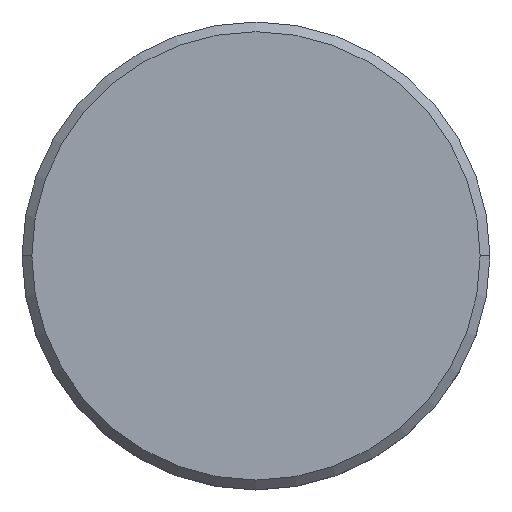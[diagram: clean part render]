
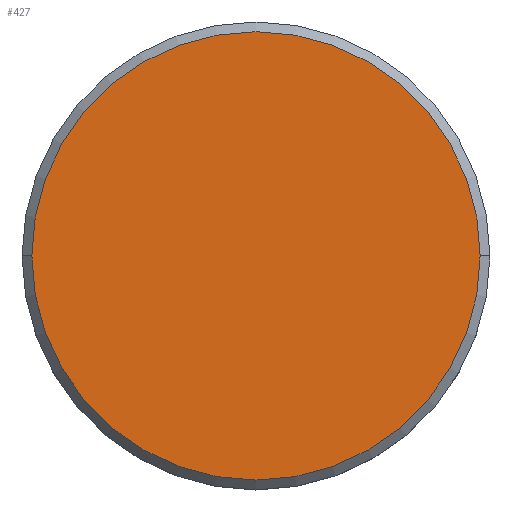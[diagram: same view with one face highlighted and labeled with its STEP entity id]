
A CAD part, top view. The second image highlights one B-rep face of the part: STEP entity #427.
In plain terms, the highlighted planar face has unit normal (0, 0, 1).
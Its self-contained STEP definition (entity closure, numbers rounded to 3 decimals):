
#5 = ORIENTED_EDGE ( 'NONE', *, *, #958, .T. ) ;
#156 = CARTESIAN_POINT ( 'NONE',  ( 0., 0., 0. ) ) ;
#164 = DIRECTION ( 'NONE',  ( 1., 0., 0. ) ) ;
#216 = EDGE_LOOP ( 'NONE', ( #5, #316 ) ) ;
#226 = EDGE_CURVE ( 'NONE', #493, #870, #806, .T. ) ;
#234 = DIRECTION ( 'NONE',  ( 1., 0., 0. ) ) ;
#257 = PLANE ( 'NONE',  #939 ) ;
#316 = ORIENTED_EDGE ( 'NONE', *, *, #226, .T. ) ;
#328 = AXIS2_PLACEMENT_3D ( 'NONE', #156, #619, #1166 ) ;
#427 = ADVANCED_FACE ( 'NONE', ( #529 ), #257, .T. ) ;
#476 = CIRCLE ( 'NONE', #328, 11.5 ) ;
#493 = VERTEX_POINT ( 'NONE', #1111 ) ;
#529 = FACE_OUTER_BOUND ( 'NONE', #216, .T. ) ;
#588 = CARTESIAN_POINT ( 'NONE',  ( 0., 0., 0. ) ) ;
#619 = DIRECTION ( 'NONE',  ( 0., 0., 1. ) ) ;
#620 = CARTESIAN_POINT ( 'NONE',  ( 0., 0., 0. ) ) ;
#806 = CIRCLE ( 'NONE', #1037, 11.5 ) ;
#870 = VERTEX_POINT ( 'NONE', #889 ) ;
#885 = DIRECTION ( 'NONE',  ( 0., 0., 1. ) ) ;
#889 = CARTESIAN_POINT ( 'NONE',  ( -11.5, 0., 0. ) ) ;
#939 = AXIS2_PLACEMENT_3D ( 'NONE', #620, #984, #164 ) ;
#958 = EDGE_CURVE ( 'NONE', #870, #493, #476, .T. ) ;
#984 = DIRECTION ( 'NONE',  ( 0., 0., 1. ) ) ;
#1037 = AXIS2_PLACEMENT_3D ( 'NONE', #588, #885, #234 ) ;
#1111 = CARTESIAN_POINT ( 'NONE',  ( 11.5, 0., 0. ) ) ;
#1166 = DIRECTION ( 'NONE',  ( 1., 0., 0. ) ) ;
